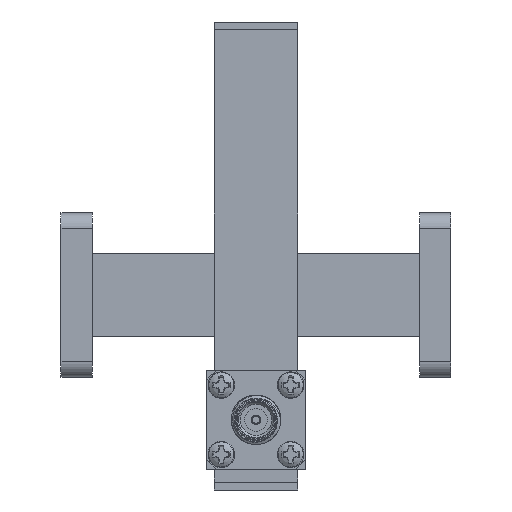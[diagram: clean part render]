
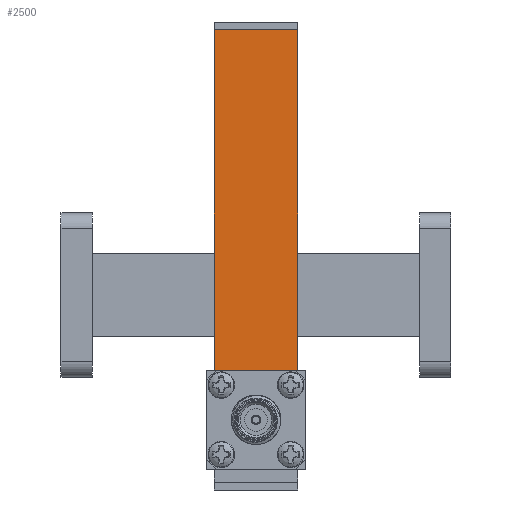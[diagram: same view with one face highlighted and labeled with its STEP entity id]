
A CAD part, front view. The second image highlights one B-rep face of the part: STEP entity #2500.
In plain terms, the highlighted planar face has unit normal (0, -1, 0).
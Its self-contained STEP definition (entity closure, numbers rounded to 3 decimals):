
#96 = CARTESIAN_POINT ( 'NONE',  ( -6.363, -9.025, -9.637 ) ) ;
#103 = VECTOR ( 'NONE', #3064, 1000. ) ;
#716 = LINE ( 'NONE', #7948, #103 ) ;
#1165 = CARTESIAN_POINT ( 'NONE',  ( -5.335, -9.025, -9.637 ) ) ;
#1536 = CARTESIAN_POINT ( 'NONE',  ( 5.335, -9.025, 35. ) ) ;
#1802 = DIRECTION ( 'NONE',  ( 0., 1., 0. ) ) ;
#2310 = EDGE_LOOP ( 'NONE', ( #4774, #12171, #9197, #9536 ) ) ;
#2500 = ADVANCED_FACE ( 'NONE', ( #8002 ), #6629, .F. ) ;
#2571 = CARTESIAN_POINT ( 'NONE',  ( 5.335, -9.025, 34. ) ) ;
#2606 = EDGE_CURVE ( 'NONE', #4101, #11645, #6507, .T. ) ;
#3064 = DIRECTION ( 'NONE',  ( -1., 0., 0. ) ) ;
#3734 = DIRECTION ( 'NONE',  ( -1., 0., 0. ) ) ;
#3789 = VERTEX_POINT ( 'NONE', #10797 ) ;
#4101 = VERTEX_POINT ( 'NONE', #2571 ) ;
#4720 = AXIS2_PLACEMENT_3D ( 'NONE', #11562, #1802, #15333 ) ;
#4774 = ORIENTED_EDGE ( 'NONE', *, *, #12142, .F. ) ;
#5850 = VECTOR ( 'NONE', #3734, 1000. ) ;
#5982 = LINE ( 'NONE', #13578, #14632 ) ;
#6008 = EDGE_CURVE ( 'NONE', #3789, #14327, #5982, .T. ) ;
#6507 = LINE ( 'NONE', #1536, #9912 ) ;
#6629 = PLANE ( 'NONE',  #4720 ) ;
#7948 = CARTESIAN_POINT ( 'NONE',  ( -5.335, -9.025, 34. ) ) ;
#8002 = FACE_OUTER_BOUND ( 'NONE', #2310, .T. ) ;
#8829 = CARTESIAN_POINT ( 'NONE',  ( 5.335, -9.025, -9.637 ) ) ;
#9197 = ORIENTED_EDGE ( 'NONE', *, *, #14794, .T. ) ;
#9536 = ORIENTED_EDGE ( 'NONE', *, *, #6008, .T. ) ;
#9912 = VECTOR ( 'NONE', #13706, 1000. ) ;
#10797 = CARTESIAN_POINT ( 'NONE',  ( -5.335, -9.025, 34. ) ) ;
#11194 = LINE ( 'NONE', #96, #5850 ) ;
#11562 = CARTESIAN_POINT ( 'NONE',  ( -5.335, -9.025, 35. ) ) ;
#11645 = VERTEX_POINT ( 'NONE', #8829 ) ;
#12142 = EDGE_CURVE ( 'NONE', #11645, #14327, #11194, .T. ) ;
#12171 = ORIENTED_EDGE ( 'NONE', *, *, #2606, .F. ) ;
#12457 = DIRECTION ( 'NONE',  ( 0., 0., -1. ) ) ;
#13578 = CARTESIAN_POINT ( 'NONE',  ( -5.335, -9.025, 35. ) ) ;
#13706 = DIRECTION ( 'NONE',  ( 0., 0., -1. ) ) ;
#14327 = VERTEX_POINT ( 'NONE', #1165 ) ;
#14632 = VECTOR ( 'NONE', #12457, 1000. ) ;
#14794 = EDGE_CURVE ( 'NONE', #4101, #3789, #716, .T. ) ;
#15333 = DIRECTION ( 'NONE',  ( 1., 0., 0. ) ) ;
